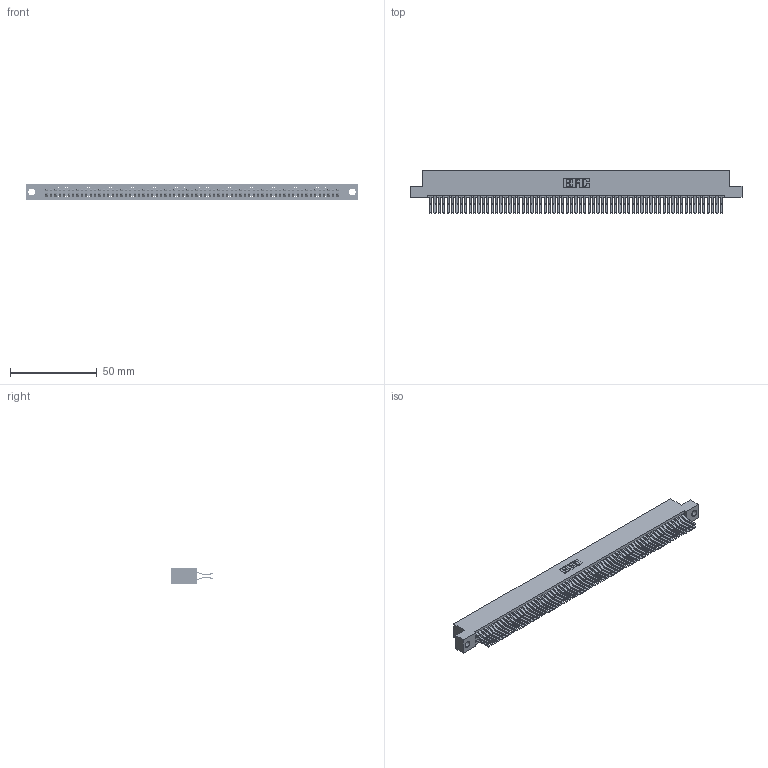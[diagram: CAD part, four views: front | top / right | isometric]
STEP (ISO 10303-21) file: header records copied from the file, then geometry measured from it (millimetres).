
FILE_DESCRIPTION (( 'STEP AP203' ), '1' );
FILE_NAME ('395-134-560-204.STEP', '2021-06-18T02:21:17', ( '' ), ( '' ), 'SwSTEP 2.0', 'SolidWorks 2020', '' );
FILE_SCHEMA (( 'CONFIG_CONTROL_DESIGN' ));
Length unit declared in the file: inch
Products named in the file (3): 345 Part_Flush Mounting Lugs - 0.156 Dia-TI; 345-292-001_560 Tail; 395-134-560-204
Assembly tree (135 placements, depth 2):
  395-134-560-204
    345 Part_Flush Mounting Lugs - 0.156 Dia-TI
    345-292-001_560 Tail  x134
Bounding box: 191.39 x 24.45 x 9.4 mm (x, y, z)
Volume: 19596.2 mm3; surface area: 31561.1 mm2
Topology: 135 solids, 135 shells, 7108 faces, 21147 edges, 13918 vertices
Faces by surface type: plane 4516, cylinder 2592
Entity records: 49711 total; most frequent: CARTESIAN_POINT 8314, ORIENTED_EDGE 8246, DIRECTION 7303, EDGE_CURVE 4123, LINE 3719, VECTOR 3719, VERTEX_POINT 2746, AXIS2_PLACEMENT_3D 1792
